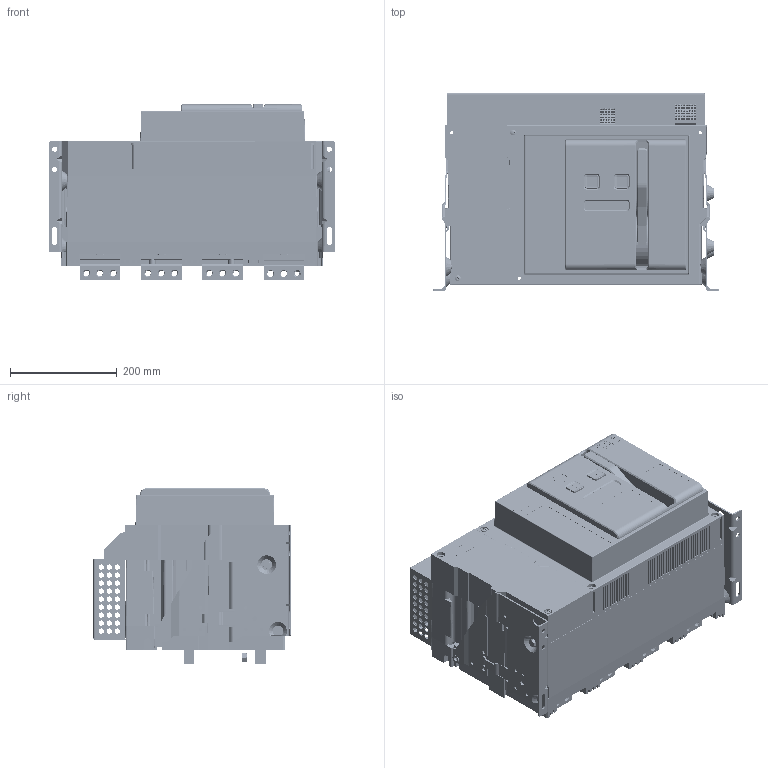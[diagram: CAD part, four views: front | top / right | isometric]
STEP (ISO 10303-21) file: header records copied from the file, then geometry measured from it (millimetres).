
FILE_DESCRIPTION((''),'2;1');
FILE_NAME('22570148P06-P10_SW0001','2024-09-09T',('zhongyao.huang'),(''),'PRO/ENGINEER BY PARAMETRIC TECHNOLOGY CORPORATION, 2015440','PRO/ENGINEER BY PARAMETRIC TECHNOLOGY CORPORATION, 2015440','');
FILE_SCHEMA(('CONFIG_CONTROL_DESIGN'));
Products named in the file (1): 22570148P06-P10_SW0001
Bounding box: 537 x 371.87 x 331.5 mm (x, y, z)
Volume: 29425638.1 mm3; surface area: 2598728.3 mm2
Topology: 13 solids, 26 shells, 10802 faces, 29500 edges, 18940 vertices
Faces by surface type: plane 7182, cylinder 2724, cone 606, torus 122, bspline 83, extrusion 51, sphere 34
Entity records: 362397 total; most frequent: CARTESIAN_POINT 85361, ORIENTED_EDGE 58984, DIRECTION 55817, EDGE_CURVE 29492, VECTOR 21593, LINE 21542, VERTEX_POINT 18940, AXIS2_PLACEMENT_3D 17112
